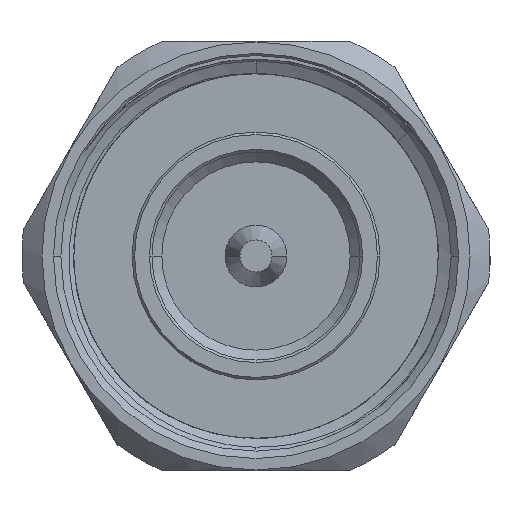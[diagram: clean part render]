
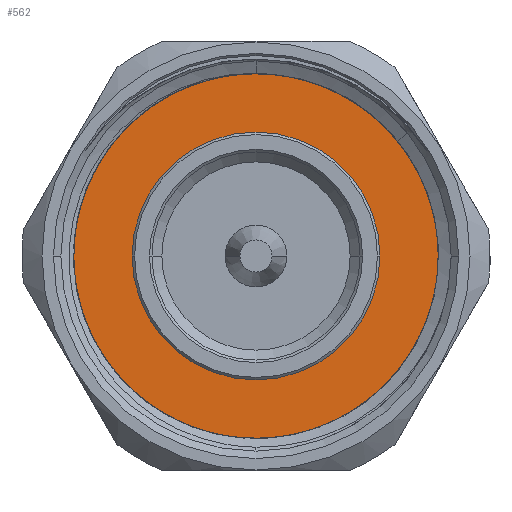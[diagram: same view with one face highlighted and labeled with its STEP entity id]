
A CAD part, left-side view. The second image highlights one B-rep face of the part: STEP entity #562.
In plain terms, the highlighted planar face has unit normal (-1, 0, 0).
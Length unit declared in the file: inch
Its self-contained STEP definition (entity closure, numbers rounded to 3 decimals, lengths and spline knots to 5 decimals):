
#15 = CARTESIAN_POINT ( 'NONE',  ( -0.58811, -0.27282, -0.28385 ) ) ;
#23 = CARTESIAN_POINT ( 'NONE',  ( -0.58811, 0.15955, -0.34614 ) ) ;
#37 = CARTESIAN_POINT ( 'NONE',  ( -0.58811, -0.01075, -0.38563 ) ) ;
#61 = EDGE_LOOP ( 'NONE', ( #423, #1349, #399, #443 ) ) ;
#99 = DIRECTION ( 'NONE',  ( 0., -1., 0. ) ) ;
#135 = CARTESIAN_POINT ( 'NONE',  ( -0.58811, 0., 0. ) ) ;
#237 = DIRECTION ( 'NONE',  ( -1., 0., 0. ) ) ;
#295 = CARTESIAN_POINT ( 'NONE',  ( -0.58811, 0., 0. ) ) ;
#304 = VERTEX_POINT ( 'NONE', #801 ) ;
#399 = ORIENTED_EDGE ( 'NONE', *, *, #3058, .T. ) ;
#423 = ORIENTED_EDGE ( 'NONE', *, *, #4678, .T. ) ;
#443 = ORIENTED_EDGE ( 'NONE', *, *, #505, .T. ) ;
#462 = CARTESIAN_POINT ( 'NONE',  ( -0.58811, -0.00149, -0.38553 ) ) ;
#464 = CIRCLE ( 'NONE', #1379, 0.3937 ) ;
#488 = CARTESIAN_POINT ( 'NONE',  ( -0.58811, 0., 0. ) ) ;
#505 = EDGE_CURVE ( 'NONE', #304, #2536, #4906, .T. ) ;
#562 = ADVANCED_FACE ( 'NONE', ( #3945, #2457 ), #1111, .T. ) ;
#673 = DIRECTION ( 'NONE',  ( 0., -1., 0. ) ) ;
#684 = EDGE_CURVE ( 'NONE', #3427, #1085, #2389, .T. ) ;
#801 = CARTESIAN_POINT ( 'NONE',  ( -0.58811, -0.3937, 0. ) ) ;
#834 = CARTESIAN_POINT ( 'NONE',  ( -0.58811, 0.35974, -0.0927 ) ) ;
#852 = VERTEX_POINT ( 'NONE', #3474 ) ;
#885 = CARTESIAN_POINT ( 'NONE',  ( -0.58811, -0.14696, -0.36127 ) ) ;
#1085 = VERTEX_POINT ( 'NONE', #4093 ) ;
#1111 = PLANE ( 'NONE',  #5166 ) ;
#1136 = EDGE_CURVE ( 'NONE', #852, #5304, #2556, .T. ) ;
#1266 = CARTESIAN_POINT ( 'NONE',  ( -0.58811, -0.03846, -0.38495 ) ) ;
#1349 = ORIENTED_EDGE ( 'NONE', *, *, #1136, .T. ) ;
#1379 = AXIS2_PLACEMENT_3D ( 'NONE', #3352, #2137, #3401 ) ;
#1483 = AXIS2_PLACEMENT_3D ( 'NONE', #135, #2195, #1808 ) ;
#1660 = CARTESIAN_POINT ( 'NONE',  ( -0.58811, 0.34356, -0.14563 ) ) ;
#1694 = CARTESIAN_POINT ( 'NONE',  ( -0.58811, -0.11165, -0.37259 ) ) ;
#1713 = CARTESIAN_POINT ( 'NONE',  ( -0.58811, -0.19728, -0.33825 ) ) ;
#1808 = DIRECTION ( 'NONE',  ( 0., -1., 0. ) ) ;
#1859 = CARTESIAN_POINT ( 'NONE',  ( -0.58811, 0.24999, 0. ) ) ;
#2050 = CARTESIAN_POINT ( 'NONE',  ( -0.58811, 0.36797, -0.03733 ) ) ;
#2068 = CARTESIAN_POINT ( 'NONE',  ( -0.58811, 0.25057, -0.28294 ) ) ;
#2069 = LINE ( 'NONE', #2581, #4839 ) ;
#2115 = CARTESIAN_POINT ( 'NONE',  ( -0.58811, -0.24435, -0.30799 ) ) ;
#2137 = DIRECTION ( 'NONE',  ( -1., 0., 0. ) ) ;
#2175 = DIRECTION ( 'NONE',  ( 0., -1., 0. ) ) ;
#2195 = DIRECTION ( 'NONE',  ( 1., 0., 0. ) ) ;
#2389 = CIRCLE ( 'NONE', #2743, 0.24999 ) ;
#2448 = CARTESIAN_POINT ( 'NONE',  ( -0.58811, -0.259, -0.29645 ) ) ;
#2457 = FACE_BOUND ( 'NONE', #4538, .T. ) ;
#2469 = CARTESIAN_POINT ( 'NONE',  ( -0.58811, 0.34982, -0.12826 ) ) ;
#2487 = CARTESIAN_POINT ( 'NONE',  ( -0.58811, 0.22225, -0.30698 ) ) ;
#2489 = AXIS2_PLACEMENT_3D ( 'NONE', #295, #237, #673 ) ;
#2500 = CARTESIAN_POINT ( 'NONE',  ( -0.58811, 0.28835, -0.24193 ) ) ;
#2513 = EDGE_CURVE ( 'NONE', #1085, #3427, #3646, .T. ) ;
#2515 = CARTESIAN_POINT ( 'NONE',  ( -0.58811, 0.36833, 0. ) ) ;
#2536 = VERTEX_POINT ( 'NONE', #4669 ) ;
#2556 = B_SPLINE_CURVE_WITH_KNOTS ( 'NONE', 3,
 ( #2515, #4960, #2050, #4972, #834, #2469, #1660, #2866, #3726, #3313, #2500, #3348, #2068, #2487, #3275, #4569, #23, #4169, #2901, #3740, #3335, #462, #37, #1266, #4138, #4159, #1694, #885, #3771, #1713, #4587, #2115, #2448, #5328 ),
 .UNSPECIFIED., .F., .F.,
 ( 4, 2, 2, 2, 2, 2, 2, 2, 2, 2, 2, 2, 2, 2, 2, 2, 4 ),
 ( 0., 0.00142, 0.00284, 0.00426, 0.00568, 0.0071, 0.00853, 0.00995, 0.01137, 0.01421, 0.01492, 0.01563, 0.01705, 0.01847, 0.01989, 0.02131, 0.02273 ),
 .UNSPECIFIED. ) ;
#2581 = CARTESIAN_POINT ( 'NONE',  ( -0.58811, 0.3937, 0. ) ) ;
#2743 = AXIS2_PLACEMENT_3D ( 'NONE', #488, #4191, #2175 ) ;
#2866 = CARTESIAN_POINT ( 'NONE',  ( -0.58811, 0.32839, -0.17951 ) ) ;
#2901 = CARTESIAN_POINT ( 'NONE',  ( -0.58811, 0.07264, -0.37827 ) ) ;
#3058 = EDGE_CURVE ( 'NONE', #5304, #304, #464, .T. ) ;
#3275 = CARTESIAN_POINT ( 'NONE',  ( -0.58811, 0.20734, -0.31787 ) ) ;
#3313 = CARTESIAN_POINT ( 'NONE',  ( -0.58811, 0.29945, -0.22719 ) ) ;
#3335 = CARTESIAN_POINT ( 'NONE',  ( -0.58811, 0.01709, -0.38465 ) ) ;
#3348 = CARTESIAN_POINT ( 'NONE',  ( -0.58811, 0.26397, -0.26976 ) ) ;
#3352 = CARTESIAN_POINT ( 'NONE',  ( -0.58811, 0., 0. ) ) ;
#3401 = DIRECTION ( 'NONE',  ( 0., -1., 0. ) ) ;
#3427 = VERTEX_POINT ( 'NONE', #1859 ) ;
#3474 = CARTESIAN_POINT ( 'NONE',  ( -0.58811, 0.36833, 0. ) ) ;
#3517 = DIRECTION ( 'NONE',  ( -1., 0., 0. ) ) ;
#3646 = CIRCLE ( 'NONE', #1483, 0.24999 ) ;
#3726 = CARTESIAN_POINT ( 'NONE',  ( -0.58811, 0.31944, -0.19606 ) ) ;
#3740 = CARTESIAN_POINT ( 'NONE',  ( -0.58811, 0.02643, -0.38387 ) ) ;
#3771 = CARTESIAN_POINT ( 'NONE',  ( -0.58811, -0.16408, -0.3544 ) ) ;
#3932 = DIRECTION ( 'NONE',  ( 0., -1., 0. ) ) ;
#3945 = FACE_OUTER_BOUND ( 'NONE', #61, .T. ) ;
#4000 = CARTESIAN_POINT ( 'NONE',  ( -0.58811, 0., 0. ) ) ;
#4093 = CARTESIAN_POINT ( 'NONE',  ( -0.58811, -0.24999, 0. ) ) ;
#4138 = CARTESIAN_POINT ( 'NONE',  ( -0.58811, -0.05683, -0.38319 ) ) ;
#4159 = CARTESIAN_POINT ( 'NONE',  ( -0.58811, -0.09337, -0.37703 ) ) ;
#4169 = CARTESIAN_POINT ( 'NONE',  ( -0.58811, 0.10823, -0.36857 ) ) ;
#4191 = DIRECTION ( 'NONE',  ( 1., 0., 0. ) ) ;
#4538 = EDGE_LOOP ( 'NONE', ( #4884, #4920 ) ) ;
#4569 = CARTESIAN_POINT ( 'NONE',  ( -0.58811, 0.17602, -0.33744 ) ) ;
#4587 = CARTESIAN_POINT ( 'NONE',  ( -0.58811, -0.21342, -0.32895 ) ) ;
#4669 = CARTESIAN_POINT ( 'NONE',  ( -0.58811, 0.3937, 0. ) ) ;
#4678 = EDGE_CURVE ( 'NONE', #2536, #852, #2069, .T. ) ;
#4839 = VECTOR ( 'NONE', #99, 39.37008 ) ;
#4884 = ORIENTED_EDGE ( 'NONE', *, *, #2513, .T. ) ;
#4906 = CIRCLE ( 'NONE', #2489, 0.3937 ) ;
#4920 = ORIENTED_EDGE ( 'NONE', *, *, #684, .T. ) ;
#4960 = CARTESIAN_POINT ( 'NONE',  ( -0.58811, 0.36886, -0.01871 ) ) ;
#4972 = CARTESIAN_POINT ( 'NONE',  ( -0.58811, 0.36341, -0.07443 ) ) ;
#5166 = AXIS2_PLACEMENT_3D ( 'NONE', #4000, #3517, #3932 ) ;
#5304 = VERTEX_POINT ( 'NONE', #15 ) ;
#5328 = CARTESIAN_POINT ( 'NONE',  ( -0.58811, -0.27282, -0.28385 ) ) ;
